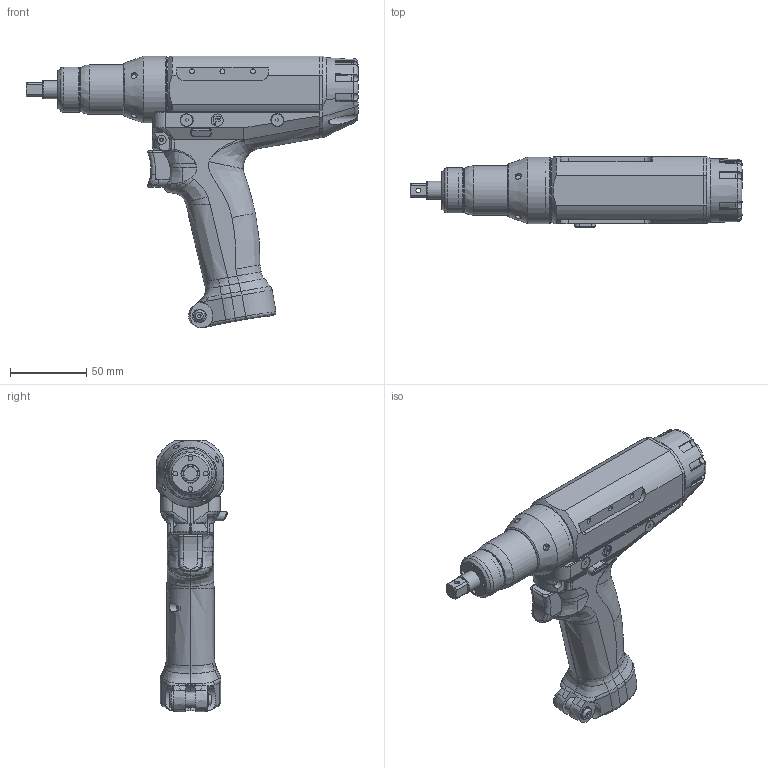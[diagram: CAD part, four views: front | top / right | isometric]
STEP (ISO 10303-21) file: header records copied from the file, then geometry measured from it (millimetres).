
FILE_DESCRIPTION(/* description */ (''),/* implementation_level */ '2;1');
FILE_NAME(/* name */ 'HFT-015M50-P1(DU-H048+K)_OUTLINE.stp',/* time_stamp */ '2023-04-12T11:55:45+09:00',/* author */ ('y-mizuno'),/* organization */ (''),/* preprocessor_version */ 'ST-DEVELOPER v19.2',/* originating_system */ 'Autodesk Inventor 2023',/* authorisation */ '');
FILE_SCHEMA (('CONFIG_CONTROL_DESIGN'));
Products named in the file (1): HFT-015M50-P1(DU-H048+K)_OUTLINE_簡略化_
1
Bounding box: 218 x 46 x 178.44 mm (x, y, z)
Volume: 458654.1 mm3; surface area: 86583.5 mm2
Topology: 1 solids, 5 shells, 1179 faces, 3279 edges, 2118 vertices
Faces by surface type: plane 532, cylinder 267, bspline 248, cone 61, torus 39, sphere 32
Full cylindrical faces by diameter (mm): 1 x26, 1.6 x4, 2.459 x2, 2.5 x2, 3 x1, 3.1 x4, 3.18 x1, 3.242 x7, 3.4 x1, 4 x2, 4.1 x4, 4.5 x2, 5.5 x3, 5.8 x4, 6 x7, 7 x3, 8 x6, 8.5 x4, 9 x1, 10 x1, 11.5 x1, 12 x2, 12.5 x1, 21.4 x1, 28 x1, 28.4 x1, 29.6 x1, 30 x1, 32.5 x1, 36 x1
Entity records: 69151 total; most frequent: CARTESIAN_POINT 39694, ORIENTED_EDGE 6486, DIRECTION 5010, EDGE_CURVE 3243, VERTEX_POINT 2118, AXIS2_PLACEMENT_3D 1830, LINE 1350, VECTOR 1350
